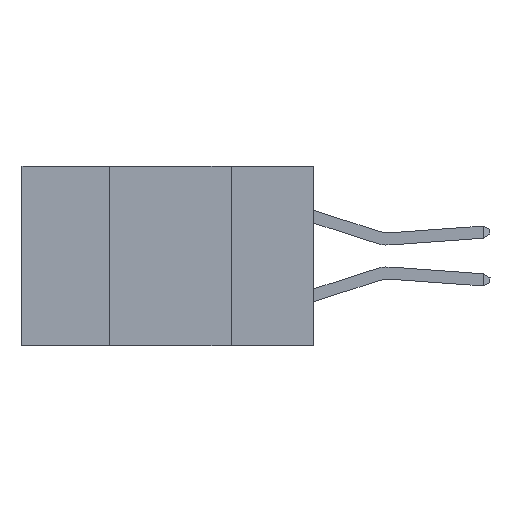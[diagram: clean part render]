
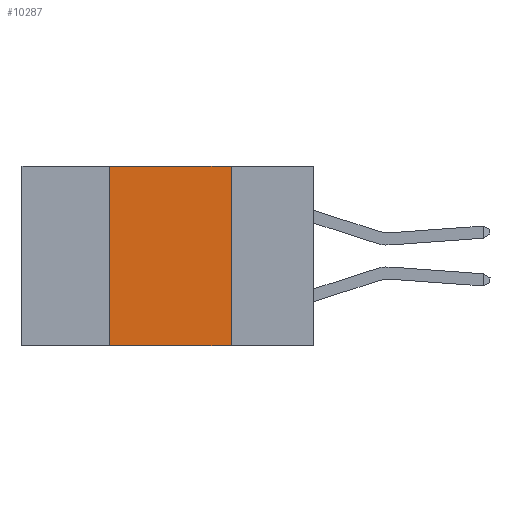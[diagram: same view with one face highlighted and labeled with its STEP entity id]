
A CAD part, left-side view. The second image highlights one B-rep face of the part: STEP entity #10287.
In plain terms, the highlighted planar face has unit normal (-1, 0, 0).
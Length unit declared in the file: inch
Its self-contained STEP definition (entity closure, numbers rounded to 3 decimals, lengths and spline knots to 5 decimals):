
#1088 = CARTESIAN_POINT ( 'NONE',  ( 0., 0.42, -0.37 ) ) ;
#1920 = EDGE_CURVE ( 'NONE', #26942, #28165, #19592, .T. ) ;
#2074 = CARTESIAN_POINT ( 'NONE',  ( 0., 0.17, -0.37 ) ) ;
#2527 = DIRECTION ( 'NONE',  ( 0., -1., 0. ) ) ;
#2553 = DIRECTION ( 'NONE',  ( 0., 0., -1. ) ) ;
#4448 = LINE ( 'NONE', #4456, #9562 ) ;
#4456 = CARTESIAN_POINT ( 'NONE',  ( 0., 0.42, 0. ) ) ;
#6916 = LINE ( 'NONE', #14026, #26118 ) ;
#7014 = CARTESIAN_POINT ( 'NONE',  ( 0., 0.42, 0. ) ) ;
#7441 = PLANE ( 'NONE',  #27408 ) ;
#8542 = ORIENTED_EDGE ( 'NONE', *, *, #16046, .F. ) ;
#9562 = VECTOR ( 'NONE', #24832, 39.37008 ) ;
#9903 = DIRECTION ( 'NONE',  ( 1., 0., 0. ) ) ;
#10287 = ADVANCED_FACE ( 'NONE', ( #18852 ), #7441, .F. ) ;
#11595 = ORIENTED_EDGE ( 'NONE', *, *, #31593, .T. ) ;
#12408 = CARTESIAN_POINT ( 'NONE',  ( 0., 0.6, 0. ) ) ;
#14026 = CARTESIAN_POINT ( 'NONE',  ( 0., 0.17, 0. ) ) ;
#14646 = CARTESIAN_POINT ( 'NONE',  ( 0., 0.6, 0. ) ) ;
#16046 = EDGE_CURVE ( 'NONE', #28165, #17278, #6916, .T. ) ;
#16169 = LINE ( 'NONE', #30052, #17335 ) ;
#17278 = VERTEX_POINT ( 'NONE', #2074 ) ;
#17335 = VECTOR ( 'NONE', #2527, 39.37008 ) ;
#17714 = ORIENTED_EDGE ( 'NONE', *, *, #17781, .F. ) ;
#17781 = EDGE_CURVE ( 'NONE', #29092, #26942, #4448, .T. ) ;
#17828 = CARTESIAN_POINT ( 'NONE',  ( 0., 0.17, 0. ) ) ;
#18852 = FACE_OUTER_BOUND ( 'NONE', #25442, .T. ) ;
#19592 = LINE ( 'NONE', #12408, #20760 ) ;
#20760 = VECTOR ( 'NONE', #27523, 39.37008 ) ;
#22879 = ORIENTED_EDGE ( 'NONE', *, *, #1920, .F. ) ;
#24832 = DIRECTION ( 'NONE',  ( 0., 0., 1. ) ) ;
#25442 = EDGE_LOOP ( 'NONE', ( #8542, #22879, #17714, #11595 ) ) ;
#26118 = VECTOR ( 'NONE', #31603, 39.37008 ) ;
#26942 = VERTEX_POINT ( 'NONE', #7014 ) ;
#27408 = AXIS2_PLACEMENT_3D ( 'NONE', #14646, #9903, #2553 ) ;
#27523 = DIRECTION ( 'NONE',  ( 0., -1., 0. ) ) ;
#28165 = VERTEX_POINT ( 'NONE', #17828 ) ;
#29092 = VERTEX_POINT ( 'NONE', #1088 ) ;
#30052 = CARTESIAN_POINT ( 'NONE',  ( 0., 0.6, -0.37 ) ) ;
#31593 = EDGE_CURVE ( 'NONE', #29092, #17278, #16169, .T. ) ;
#31603 = DIRECTION ( 'NONE',  ( 0., 0., -1. ) ) ;
